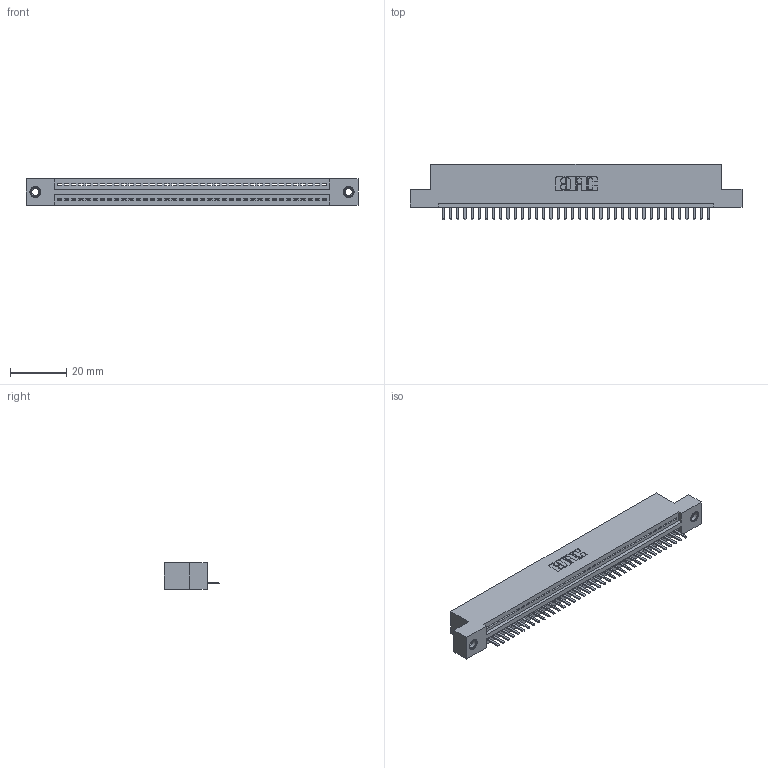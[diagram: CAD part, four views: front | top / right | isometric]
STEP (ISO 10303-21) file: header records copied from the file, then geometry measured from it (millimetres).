
FILE_DESCRIPTION (( 'STEP AP203' ), '1' );
FILE_NAME ('345-038-520-107.STEP', '2019-10-08T02:49:45', ( '' ), ( '' ), 'SwSTEP 2.0', 'SolidWorks 2016', '' );
FILE_SCHEMA (( 'CONFIG_CONTROL_DESIGN' ));
Length unit declared in the file: inch
Products named in the file (4): 345-250-001_345-250-005-103; 345-292-001_345-293-120; 345 Part_Flush Mounting Lugs - 0.156 Dia-TI; 345-038-520-107
Assembly tree (41 placements, depth 2):
  345-038-520-107
    345 Part_Flush Mounting Lugs - 0.156 Dia-TI
    345-292-001_345-293-120  x38
    345-250-001_345-250-005-103  x2
Bounding box: 117.73 x 19.68 x 9.4 mm (x, y, z)
Volume: 11026.4 mm3; surface area: 14273.7 mm2
Topology: 41 solids, 41 shells, 2542 faces, 7469 edges, 4870 vertices
Faces by surface type: plane 1708, cylinder 818, cone 12, torus 4
Entity records: 30438 total; most frequent: CARTESIAN_POINT 5265, ORIENTED_EDGE 5218, DIRECTION 4619, EDGE_CURVE 2609, LINE 2301, VECTOR 2301, VERTEX_POINT 1732, AXIS2_PLACEMENT_3D 1159
